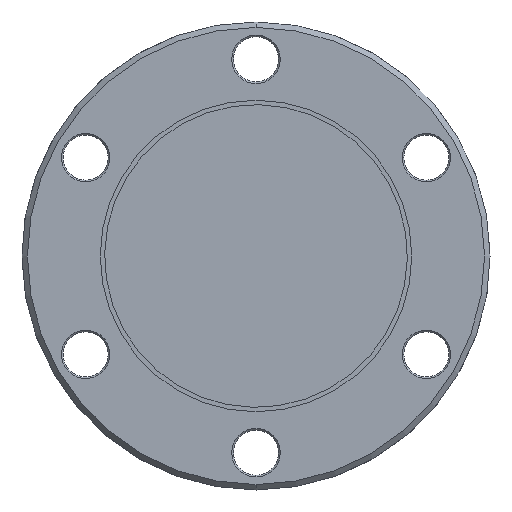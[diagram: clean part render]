
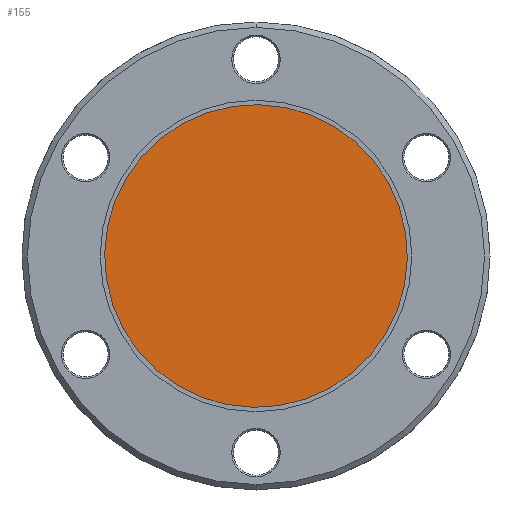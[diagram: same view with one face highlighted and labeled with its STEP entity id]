
A CAD part, front view. The second image highlights one B-rep face of the part: STEP entity #155.
In plain terms, the highlighted planar face has unit normal (0, -1, 0).
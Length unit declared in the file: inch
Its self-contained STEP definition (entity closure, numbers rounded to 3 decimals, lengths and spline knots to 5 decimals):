
#155 = ADVANCED_FACE ( 'NONE', ( #1226 ), #2251, .T. ) ;
#298 = EDGE_LOOP ( 'NONE', ( #1896, #2205 ) ) ;
#332 = CARTESIAN_POINT ( 'NONE',  ( -0.28406, 0.025, 0.84292 ) ) ;
#553 = AXIS2_PLACEMENT_3D ( 'NONE', #1613, #1247, #636 ) ;
#636 = DIRECTION ( 'NONE',  ( -0.319, 0., 0.948 ) ) ;
#677 = DIRECTION ( 'NONE',  ( -0.319, 0., 0.948 ) ) ;
#906 = DIRECTION ( 'NONE',  ( 0., -1., 0. ) ) ;
#918 = DIRECTION ( 'NONE',  ( -0.319, 0., 0.948 ) ) ;
#1009 = VERTEX_POINT ( 'NONE', #332 ) ;
#1038 = AXIS2_PLACEMENT_3D ( 'NONE', #1869, #1472, #677 ) ;
#1139 = AXIS2_PLACEMENT_3D ( 'NONE', #2116, #906, #918 ) ;
#1226 = FACE_OUTER_BOUND ( 'NONE', #298, .T. ) ;
#1247 = DIRECTION ( 'NONE',  ( 0., -1., 0. ) ) ;
#1394 = CIRCLE ( 'NONE', #553, 0.8895 ) ;
#1460 = VERTEX_POINT ( 'NONE', #2334 ) ;
#1472 = DIRECTION ( 'NONE',  ( 0., -1., 0. ) ) ;
#1613 = CARTESIAN_POINT ( 'NONE',  ( 0., 0.025, 0. ) ) ;
#1743 = CIRCLE ( 'NONE', #1139, 0.8895 ) ;
#1864 = EDGE_CURVE ( 'NONE', #1009, #1460, #1743, .T. ) ;
#1869 = CARTESIAN_POINT ( 'NONE',  ( 0., 0.025, 0. ) ) ;
#1896 = ORIENTED_EDGE ( 'NONE', *, *, #2141, .T. ) ;
#2116 = CARTESIAN_POINT ( 'NONE',  ( 0., 0.025, 0. ) ) ;
#2141 = EDGE_CURVE ( 'NONE', #1460, #1009, #1394, .T. ) ;
#2205 = ORIENTED_EDGE ( 'NONE', *, *, #1864, .T. ) ;
#2251 = PLANE ( 'NONE',  #1038 ) ;
#2334 = CARTESIAN_POINT ( 'NONE',  ( 0.28406, 0.025, -0.84292 ) ) ;
